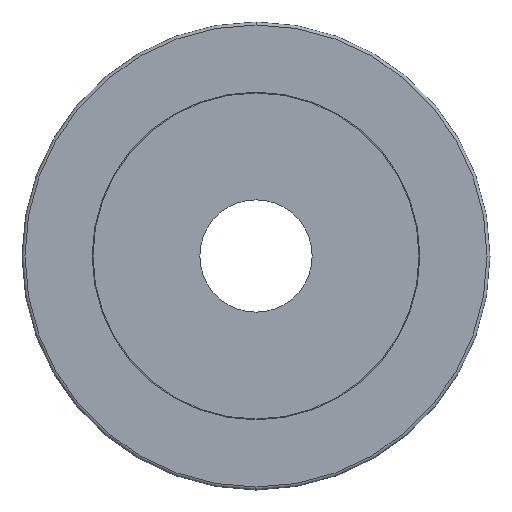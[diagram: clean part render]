
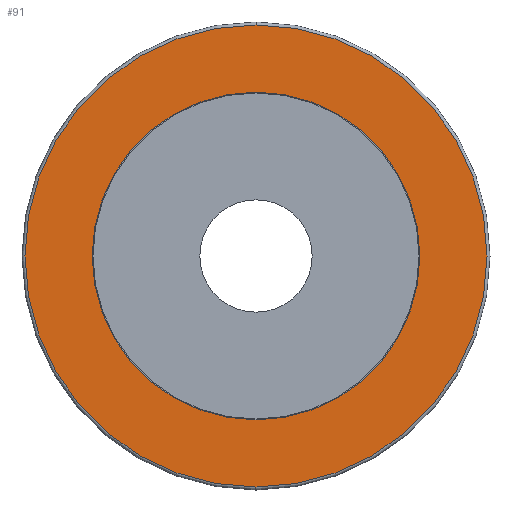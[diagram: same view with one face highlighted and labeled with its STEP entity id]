
A CAD part, left-side view. The second image highlights one B-rep face of the part: STEP entity #91.
In plain terms, the highlighted planar face has unit normal (-1, 0, 0).
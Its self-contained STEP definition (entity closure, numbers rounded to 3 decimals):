
#91=ADVANCED_FACE('',(#133,#134),#135,.T.);
#133=FACE_BOUND('',#183,.T.);
#134=FACE_OUTER_BOUND('',#184,.T.);
#135=PLANE('',#185);
#183=EDGE_LOOP('',(#311,#312));
#184=EDGE_LOOP('',(#313,#314,#315));
#185=AXIS2_PLACEMENT_3D('',#316,#317,#318);
#311=ORIENTED_EDGE('',*,*,#400,.T.);
#312=ORIENTED_EDGE('',*,*,#373,.T.);
#313=ORIENTED_EDGE('',*,*,#402,.T.);
#314=ORIENTED_EDGE('',*,*,#369,.T.);
#315=ORIENTED_EDGE('',*,*,#403,.T.);
#316=CARTESIAN_POINT('',(0.0,0.0,0.0));
#317=DIRECTION('',(-1.0,0.0,0.0));
#318=DIRECTION('',(0.0,0.0,1.0));
#369=EDGE_CURVE('',#421,#423,#425,.T.);
#373=EDGE_CURVE('',#427,#431,#433,.T.);
#400=EDGE_CURVE('',#431,#427,#477,.T.);
#402=EDGE_CURVE('',#479,#421,#480,.T.);
#403=EDGE_CURVE('',#423,#479,#481,.T.);
#421=VERTEX_POINT('',#503);
#423=VERTEX_POINT('',#505);
#425=CIRCLE('',#507,61.7);
#427=VERTEX_POINT('',#509);
#431=VERTEX_POINT('',#514);
#433=CIRCLE('',#517,43.75);
#477=CIRCLE('',#569,43.75);
#479=VERTEX_POINT('',#571);
#480=CIRCLE('',#572,61.7);
#481=CIRCLE('',#573,61.7);
#503=CARTESIAN_POINT('',(0.0,0.,61.7));
#505=CARTESIAN_POINT('',(0.0,0.,-61.7));
#507=AXIS2_PLACEMENT_3D('',#603,#604,#605);
#509=CARTESIAN_POINT('',(0.0,0.,-43.75));
#514=CARTESIAN_POINT('',(0.0,0.,43.75));
#517=AXIS2_PLACEMENT_3D('',#611,#612,#613);
#569=AXIS2_PLACEMENT_3D('',#676,#677,#678);
#571=CARTESIAN_POINT('',(0.,-61.7,0.));
#572=AXIS2_PLACEMENT_3D('',#682,#683,#684);
#573=AXIS2_PLACEMENT_3D('',#685,#686,#687);
#603=CARTESIAN_POINT('',(0.0,0.,0.));
#604=DIRECTION('',(-1.0,0.0,0.0));
#605=DIRECTION('',(0.0,-1.0,0.));
#611=CARTESIAN_POINT('',(0.0,0.0,0.0));
#612=DIRECTION('',(1.0,0.0,0.0));
#613=DIRECTION('',(0.0,0.0,-1.0));
#676=CARTESIAN_POINT('',(0.0,0.0,0.0));
#677=DIRECTION('',(1.0,0.0,0.0));
#678=DIRECTION('',(0.0,0.0,-1.0));
#682=CARTESIAN_POINT('',(0.0,0.,0.));
#683=DIRECTION('',(-1.0,0.0,0.0));
#684=DIRECTION('',(0.0,-1.0,0.));
#685=CARTESIAN_POINT('',(0.0,0.,0.));
#686=DIRECTION('',(-1.0,0.0,0.0));
#687=DIRECTION('',(0.0,-1.0,0.));
